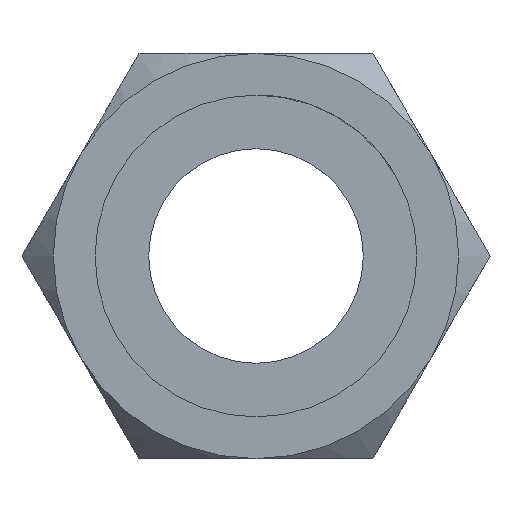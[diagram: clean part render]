
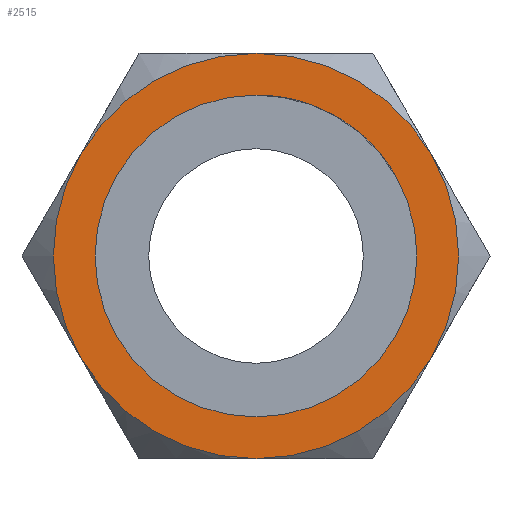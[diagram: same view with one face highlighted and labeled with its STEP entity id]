
A CAD part, left-side view. The second image highlights one B-rep face of the part: STEP entity #2515.
In plain terms, the highlighted planar face has unit normal (-1, 0, 0).
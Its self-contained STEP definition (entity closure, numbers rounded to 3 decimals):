
#1 = VERTEX_POINT ( 'NONE', #1307 ) ;
#25 = ORIENTED_EDGE ( 'NONE', *, *, #8347, .F. ) ;
#113 = AXIS2_PLACEMENT_3D ( 'NONE', #2576, #7070, #3174 ) ;
#203 = DIRECTION ( 'NONE',  ( -1., 0., 0. ) ) ;
#293 = CARTESIAN_POINT ( 'NONE',  ( 30., 0., 0. ) ) ;
#336 = CARTESIAN_POINT ( 'NONE',  ( 30., 0., 8.5 ) ) ;
#382 = AXIS2_PLACEMENT_3D ( 'NONE', #5171, #5214, #7783 ) ;
#508 = AXIS2_PLACEMENT_3D ( 'NONE', #5528, #3670, #4209 ) ;
#911 = EDGE_CURVE ( 'NONE', #1, #4852, #1198, .T. ) ;
#992 = VERTEX_POINT ( 'NONE', #5724 ) ;
#1014 = ORIENTED_EDGE ( 'NONE', *, *, #1118, .F. ) ;
#1029 = EDGE_CURVE ( 'NONE', #3518, #5445, #5113, .T. ) ;
#1118 = EDGE_CURVE ( 'NONE', #6321, #8179, #3621, .T. ) ;
#1198 = CIRCLE ( 'NONE', #2263, 8.5 ) ;
#1236 = DIRECTION ( 'NONE',  ( 0., 0., -1. ) ) ;
#1287 = DIRECTION ( 'NONE',  ( 0., 0., -1. ) ) ;
#1307 = CARTESIAN_POINT ( 'NONE',  ( 30., -7.361, -4.25 ) ) ;
#1437 = ORIENTED_EDGE ( 'NONE', *, *, #1029, .F. ) ;
#1504 = DIRECTION ( 'NONE',  ( -1., 0., 0. ) ) ;
#1577 = EDGE_CURVE ( 'NONE', #5445, #3518, #7141, .T. ) ;
#1666 = CARTESIAN_POINT ( 'NONE',  ( 30., 0., 0. ) ) ;
#1690 = ORIENTED_EDGE ( 'NONE', *, *, #7058, .F. ) ;
#1999 = CIRCLE ( 'NONE', #508, 8.5 ) ;
#2208 = EDGE_LOOP ( 'NONE', ( #8025, #1437 ) ) ;
#2230 = CARTESIAN_POINT ( 'NONE',  ( 30., 0., -6.75 ) ) ;
#2263 = AXIS2_PLACEMENT_3D ( 'NONE', #3855, #4483, #1287 ) ;
#2342 = FACE_OUTER_BOUND ( 'NONE', #4790, .T. ) ;
#2515 = ADVANCED_FACE ( 'NONE', ( #6033, #2342 ), #4925, .F. ) ;
#2553 = DIRECTION ( 'NONE',  ( 1., 0., 0. ) ) ;
#2576 = CARTESIAN_POINT ( 'NONE',  ( 30., 0., 0. ) ) ;
#3007 = DIRECTION ( 'NONE',  ( 1., 0., 0. ) ) ;
#3085 = AXIS2_PLACEMENT_3D ( 'NONE', #1666, #1504, #6786 ) ;
#3174 = DIRECTION ( 'NONE',  ( 0., 0., -1. ) ) ;
#3327 = CARTESIAN_POINT ( 'NONE',  ( 30., -7.361, 4.25 ) ) ;
#3419 = DIRECTION ( 'NONE',  ( 0., 0., 1. ) ) ;
#3518 = VERTEX_POINT ( 'NONE', #2230 ) ;
#3539 = EDGE_CURVE ( 'NONE', #6321, #992, #5668, .T. ) ;
#3621 = CIRCLE ( 'NONE', #5515, 8.5 ) ;
#3628 = CIRCLE ( 'NONE', #113, 8.5 ) ;
#3670 = DIRECTION ( 'NONE',  ( 1., 0., 0. ) ) ;
#3855 = CARTESIAN_POINT ( 'NONE',  ( 30., 0., 0. ) ) ;
#4015 = ORIENTED_EDGE ( 'NONE', *, *, #911, .F. ) ;
#4030 = VERTEX_POINT ( 'NONE', #8151 ) ;
#4209 = DIRECTION ( 'NONE',  ( 0., 0., -1. ) ) ;
#4483 = DIRECTION ( 'NONE',  ( 1., 0., 0. ) ) ;
#4544 = AXIS2_PLACEMENT_3D ( 'NONE', #7263, #5355, #5439 ) ;
#4790 = EDGE_LOOP ( 'NONE', ( #25, #4015, #7735, #1014, #8139, #1690 ) ) ;
#4852 = VERTEX_POINT ( 'NONE', #5645 ) ;
#4925 = PLANE ( 'NONE',  #6469 ) ;
#4987 = AXIS2_PLACEMENT_3D ( 'NONE', #293, #203, #3419 ) ;
#5113 = CIRCLE ( 'NONE', #382, 6.75 ) ;
#5171 = CARTESIAN_POINT ( 'NONE',  ( 30., 0., 0. ) ) ;
#5214 = DIRECTION ( 'NONE',  ( -1., 0., 0. ) ) ;
#5355 = DIRECTION ( 'NONE',  ( 1., 0., 0. ) ) ;
#5439 = DIRECTION ( 'NONE',  ( 0., 0., -1. ) ) ;
#5445 = VERTEX_POINT ( 'NONE', #7494 ) ;
#5515 = AXIS2_PLACEMENT_3D ( 'NONE', #6985, #3007, #1236 ) ;
#5528 = CARTESIAN_POINT ( 'NONE',  ( 30., 0., 0. ) ) ;
#5645 = CARTESIAN_POINT ( 'NONE',  ( 30., 0., -8.5 ) ) ;
#5668 = CIRCLE ( 'NONE', #4987, 8.5 ) ;
#5724 = CARTESIAN_POINT ( 'NONE',  ( 30., 7.361, 4.25 ) ) ;
#6033 = FACE_BOUND ( 'NONE', #2208, .T. ) ;
#6046 = CIRCLE ( 'NONE', #4544, 8.5 ) ;
#6255 = DIRECTION ( 'NONE',  ( 0., 0., -1. ) ) ;
#6321 = VERTEX_POINT ( 'NONE', #336 ) ;
#6469 = AXIS2_PLACEMENT_3D ( 'NONE', #7509, #2553, #6255 ) ;
#6699 = EDGE_CURVE ( 'NONE', #8179, #1, #1999, .T. ) ;
#6786 = DIRECTION ( 'NONE',  ( 0., 0., 1. ) ) ;
#6985 = CARTESIAN_POINT ( 'NONE',  ( 30., 0., 0. ) ) ;
#7058 = EDGE_CURVE ( 'NONE', #4030, #992, #3628, .T. ) ;
#7070 = DIRECTION ( 'NONE',  ( 1., 0., 0. ) ) ;
#7141 = CIRCLE ( 'NONE', #3085, 6.75 ) ;
#7263 = CARTESIAN_POINT ( 'NONE',  ( 30., 0., 0. ) ) ;
#7494 = CARTESIAN_POINT ( 'NONE',  ( 30., 0., 6.75 ) ) ;
#7509 = CARTESIAN_POINT ( 'NONE',  ( 30., 0., 0. ) ) ;
#7735 = ORIENTED_EDGE ( 'NONE', *, *, #6699, .F. ) ;
#7783 = DIRECTION ( 'NONE',  ( 0., 0., 1. ) ) ;
#8025 = ORIENTED_EDGE ( 'NONE', *, *, #1577, .F. ) ;
#8139 = ORIENTED_EDGE ( 'NONE', *, *, #3539, .T. ) ;
#8151 = CARTESIAN_POINT ( 'NONE',  ( 30., 7.361, -4.25 ) ) ;
#8179 = VERTEX_POINT ( 'NONE', #3327 ) ;
#8347 = EDGE_CURVE ( 'NONE', #4852, #4030, #6046, .T. ) ;
